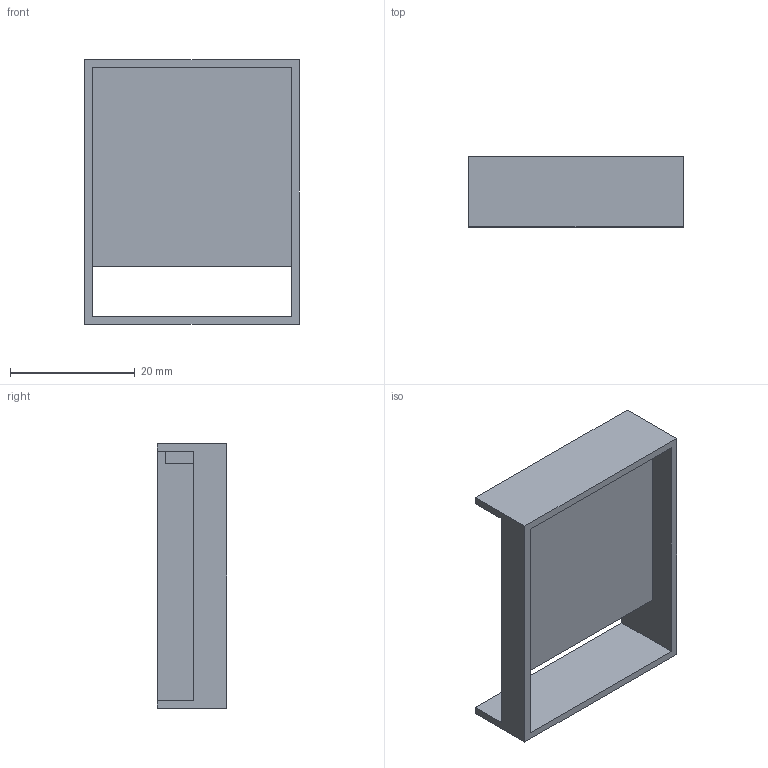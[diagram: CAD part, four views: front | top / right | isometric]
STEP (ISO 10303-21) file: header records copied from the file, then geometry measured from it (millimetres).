
FILE_DESCRIPTION (( 'STEP AP214' ), '1' );
FILE_NAME ('囀脯.STEP', '2024-03-15T06:47:17', ( '' ), ( '' ), 'SwSTEP 2.0', 'SolidWorks 2022', '' );
FILE_SCHEMA (( 'AUTOMOTIVE_DESIGN' ));
Length unit declared in the file: millimetre
Products named in the file (1): 内层
Bounding box: 34.4 x 11.2 x 42.4 mm (x, y, z)
Volume: 3126.9 mm3; surface area: 5229.4 mm2
Topology: 1 solids, 1 shells, 18 faces, 51 edges, 34 vertices
Faces by surface type: plane 18
Entity records: 613 total; most frequent: CARTESIAN_POINT 104, ORIENTED_EDGE 102, DIRECTION 89, EDGE_CURVE 51, VECTOR 51, LINE 51, VERTEX_POINT 34, EDGE_LOOP 19
